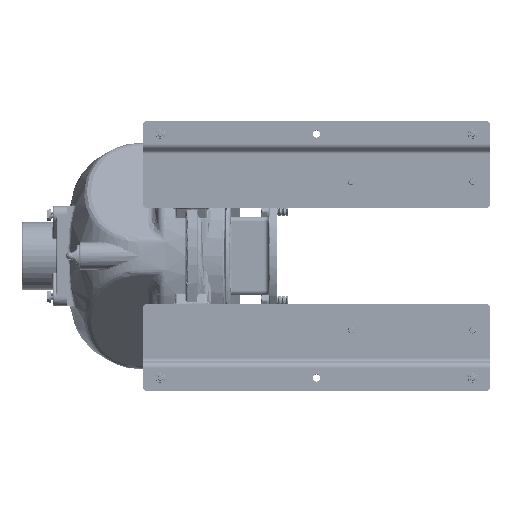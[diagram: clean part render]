
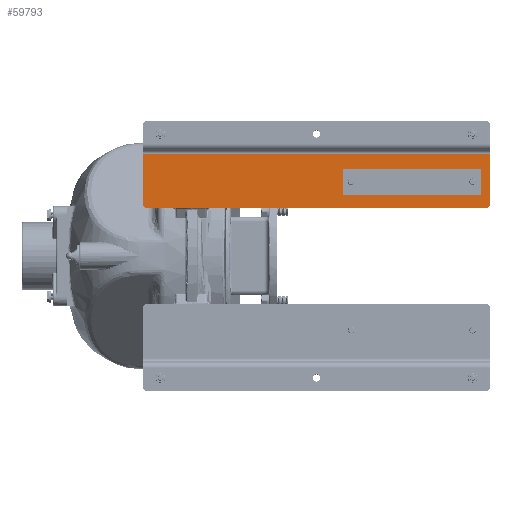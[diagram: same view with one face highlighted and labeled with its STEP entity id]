
A CAD part, front view. The second image highlights one B-rep face of the part: STEP entity #59793.
In plain terms, the highlighted planar face has unit normal (0, -1, 0).
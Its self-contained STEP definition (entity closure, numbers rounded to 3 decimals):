
#1230=FACE_BOUND('',#10510,.T.);
#1902=PLANE('',#66073);
#6636=FACE_OUTER_BOUND('',#10509,.T.);
#10509=EDGE_LOOP('',(#52370,#52371,#52372,#52373,#52374,#52375));
#10510=EDGE_LOOP('',(#52376,#52377,#52378,#52379));
#15902=CIRCLE('',#66071,0.188);
#15903=CIRCLE('',#66074,0.188);
#19064=LINE('',#148648,#22684);
#19066=LINE('',#148652,#22686);
#19067=LINE('',#148654,#22687);
#19068=LINE('',#148656,#22688);
#19069=LINE('',#148660,#22689);
#19070=LINE('',#148662,#22690);
#19071=LINE('',#148664,#22691);
#19072=LINE('',#148665,#22692);
#22684=VECTOR('',#79424,0.394);
#22686=VECTOR('',#79428,0.394);
#22687=VECTOR('',#79429,0.394);
#22688=VECTOR('',#79430,0.394);
#22689=VECTOR('',#79433,0.394);
#22690=VECTOR('',#79434,0.394);
#22691=VECTOR('',#79435,0.394);
#22692=VECTOR('',#79436,0.394);
#27977=VERTEX_POINT('',#148641);
#27978=VERTEX_POINT('',#148643);
#27979=VERTEX_POINT('',#148647);
#27980=VERTEX_POINT('',#148651);
#27981=VERTEX_POINT('',#148653);
#27982=VERTEX_POINT('',#148655);
#27983=VERTEX_POINT('',#148658);
#27984=VERTEX_POINT('',#148659);
#27985=VERTEX_POINT('',#148661);
#27986=VERTEX_POINT('',#148663);
#36208=EDGE_CURVE('',#27977,#27978,#15902,.T.);
#36210=EDGE_CURVE('',#27978,#27979,#19064,.T.);
#36212=EDGE_CURVE('',#27980,#27977,#19066,.T.);
#36213=EDGE_CURVE('',#27981,#27980,#19067,.T.);
#36214=EDGE_CURVE('',#27981,#27982,#19068,.T.);
#36215=EDGE_CURVE('',#27979,#27982,#15903,.T.);
#36216=EDGE_CURVE('',#27983,#27984,#19069,.T.);
#36217=EDGE_CURVE('',#27984,#27985,#19070,.T.);
#36218=EDGE_CURVE('',#27985,#27986,#19071,.T.);
#36219=EDGE_CURVE('',#27986,#27983,#19072,.T.);
#52370=ORIENTED_EDGE('',*,*,#36208,.F.);
#52371=ORIENTED_EDGE('',*,*,#36212,.F.);
#52372=ORIENTED_EDGE('',*,*,#36213,.F.);
#52373=ORIENTED_EDGE('',*,*,#36214,.T.);
#52374=ORIENTED_EDGE('',*,*,#36215,.F.);
#52375=ORIENTED_EDGE('',*,*,#36210,.F.);
#52376=ORIENTED_EDGE('',*,*,#36216,.T.);
#52377=ORIENTED_EDGE('',*,*,#36217,.T.);
#52378=ORIENTED_EDGE('',*,*,#36218,.T.);
#52379=ORIENTED_EDGE('',*,*,#36219,.T.);
#59793=ADVANCED_FACE('',(#6636,#1230),#1902,.T.);
#66071=AXIS2_PLACEMENT_3D('',#148644,#79419,#79420);
#66073=AXIS2_PLACEMENT_3D('',#148650,#79426,#79427);
#66074=AXIS2_PLACEMENT_3D('',#148657,#79431,#79432);
#79419=DIRECTION('center_axis',(0.,1.,0.));
#79420=DIRECTION('ref_axis',(0.707,0.,0.707));
#79424=DIRECTION('',(0.,0.,-1.));
#79426=DIRECTION('center_axis',(0.,-1.,0.));
#79427=DIRECTION('ref_axis',(0.,0.,-1.));
#79428=DIRECTION('',(1.,0.,0.));
#79429=DIRECTION('',(0.,0.,1.));
#79430=DIRECTION('',(1.,0.,0.));
#79431=DIRECTION('center_axis',(0.,1.,0.));
#79432=DIRECTION('ref_axis',(0.707,0.,-0.707));
#79433=DIRECTION('',(0.,0.,-1.));
#79434=DIRECTION('',(-1.,0.,0.));
#79435=DIRECTION('',(0.,0.,1.));
#79436=DIRECTION('',(1.,0.,0.));
#148641=CARTESIAN_POINT('',(3.279,0.052,0.));
#148643=CARTESIAN_POINT('',(3.466,0.052,-0.188));
#148644=CARTESIAN_POINT('Origin',(3.279,0.052,-0.188));
#148647=CARTESIAN_POINT('',(3.466,0.052,-19.813));
#148648=CARTESIAN_POINT('',(3.466,0.052,0.));
#148650=CARTESIAN_POINT('Origin',(0.154,0.052,
0.));
#148651=CARTESIAN_POINT('',(0.341,0.052,0.));
#148652=CARTESIAN_POINT('',(0.154,0.052,0.));
#148653=CARTESIAN_POINT('',(0.341,0.052,-20.));
#148654=CARTESIAN_POINT('',(0.341,0.052,0.));
#148655=CARTESIAN_POINT('',(3.279,0.052,-20.));
#148656=CARTESIAN_POINT('',(0.154,0.052,-20.));
#148657=CARTESIAN_POINT('Origin',(3.279,0.052,-19.813));
#148658=CARTESIAN_POINT('',(2.716,0.052,-0.5));
#148659=CARTESIAN_POINT('',(2.716,0.052,-8.5));
#148660=CARTESIAN_POINT('',(2.716,0.052,-0.25));
#148661=CARTESIAN_POINT('',(1.216,0.052,-8.5));
#148662=CARTESIAN_POINT('',(1.435,0.052,-8.5));
#148663=CARTESIAN_POINT('',(1.216,0.052,-0.5));
#148664=CARTESIAN_POINT('',(1.216,0.052,-4.25));
#148665=CARTESIAN_POINT('',(0.685,0.052,-0.5));
